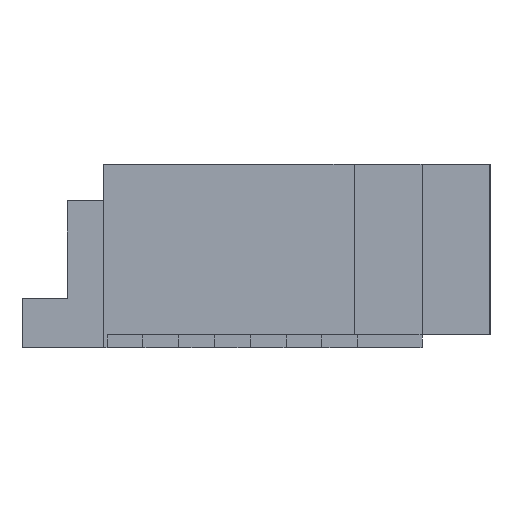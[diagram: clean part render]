
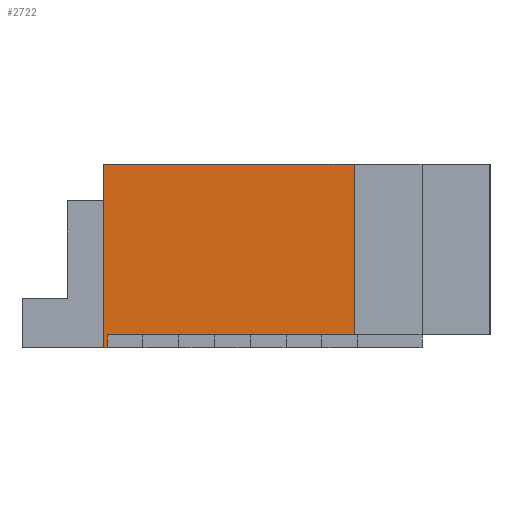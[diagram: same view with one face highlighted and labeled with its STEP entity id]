
A CAD part, left-side view. The second image highlights one B-rep face of the part: STEP entity #2722.
In plain terms, the highlighted planar face has unit normal (-1, 0, 0).
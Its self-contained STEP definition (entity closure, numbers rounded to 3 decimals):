
#574 = VERTEX_POINT('',#575);
#575 = CARTESIAN_POINT('',(-13.935,0.8,2.56));
#581 = EDGE_CURVE('',#574,#582,#584,.T.);
#582 = VERTEX_POINT('',#583);
#583 = CARTESIAN_POINT('',(-13.935,-2.7,2.56));
#584 = LINE('',#585,#586);
#585 = CARTESIAN_POINT('',(-13.935,0.8,2.56));
#586 = VECTOR('',#587,1.);
#587 = DIRECTION('',(0.,-1.,0.));
#2360 = EDGE_CURVE('',#2361,#574,#2363,.T.);
#2361 = VERTEX_POINT('',#2362);
#2362 = CARTESIAN_POINT('',(-13.935,0.8,0.));
#2363 = LINE('',#2364,#2365);
#2364 = CARTESIAN_POINT('',(-13.935,0.8,0.));
#2365 = VECTOR('',#2366,1.);
#2366 = DIRECTION('',(0.,0.,1.));
#2722 = ADVANCED_FACE('',(#2723),#2757,.F.);
#2723 = FACE_BOUND('',#2724,.F.);
#2724 = EDGE_LOOP('',(#2725,#2733,#2734,#2735,#2743,#2751));
#2725 = ORIENTED_EDGE('',*,*,#2726,.F.);
#2726 = EDGE_CURVE('',#2361,#2727,#2729,.T.);
#2727 = VERTEX_POINT('',#2728);
#2728 = CARTESIAN_POINT('',(-13.935,0.75,0.));
#2729 = LINE('',#2730,#2731);
#2730 = CARTESIAN_POINT('',(-13.935,0.8,0.));
#2731 = VECTOR('',#2732,1.);
#2732 = DIRECTION('',(0.,-1.,0.));
#2733 = ORIENTED_EDGE('',*,*,#2360,.T.);
#2734 = ORIENTED_EDGE('',*,*,#581,.T.);
#2735 = ORIENTED_EDGE('',*,*,#2736,.F.);
#2736 = EDGE_CURVE('',#2737,#582,#2739,.T.);
#2737 = VERTEX_POINT('',#2738);
#2738 = CARTESIAN_POINT('',(-13.935,-2.7,0.18));
#2739 = LINE('',#2740,#2741);
#2740 = CARTESIAN_POINT('',(-13.935,-2.7,0.));
#2741 = VECTOR('',#2742,1.);
#2742 = DIRECTION('',(0.,0.,1.));
#2743 = ORIENTED_EDGE('',*,*,#2744,.F.);
#2744 = EDGE_CURVE('',#2745,#2737,#2747,.T.);
#2745 = VERTEX_POINT('',#2746);
#2746 = CARTESIAN_POINT('',(-13.935,0.75,0.18));
#2747 = LINE('',#2748,#2749);
#2748 = CARTESIAN_POINT('',(-13.935,-0.1,0.18));
#2749 = VECTOR('',#2750,1.);
#2750 = DIRECTION('',(0.,-1.,0.));
#2751 = ORIENTED_EDGE('',*,*,#2752,.T.);
#2752 = EDGE_CURVE('',#2745,#2727,#2753,.T.);
#2753 = LINE('',#2754,#2755);
#2754 = CARTESIAN_POINT('',(-13.935,0.75,0.));
#2755 = VECTOR('',#2756,1.);
#2756 = DIRECTION('',(-0.,0.,-1.));
#2757 = PLANE('',#2758);
#2758 = AXIS2_PLACEMENT_3D('',#2759,#2760,#2761);
#2759 = CARTESIAN_POINT('',(-13.935,0.8,0.));
#2760 = DIRECTION('',(1.,0.,0.));
#2761 = DIRECTION('',(0.,-1.,0.));
